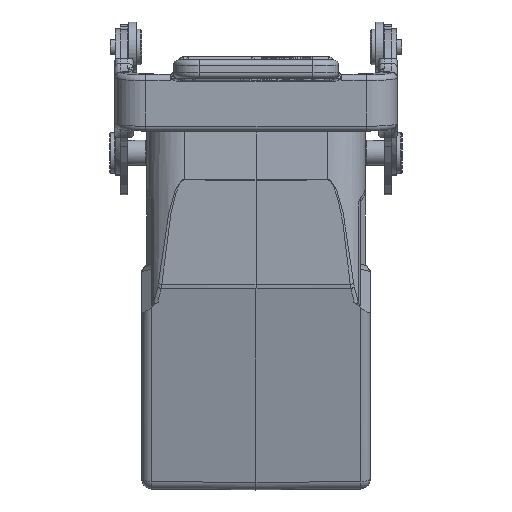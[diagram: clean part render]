
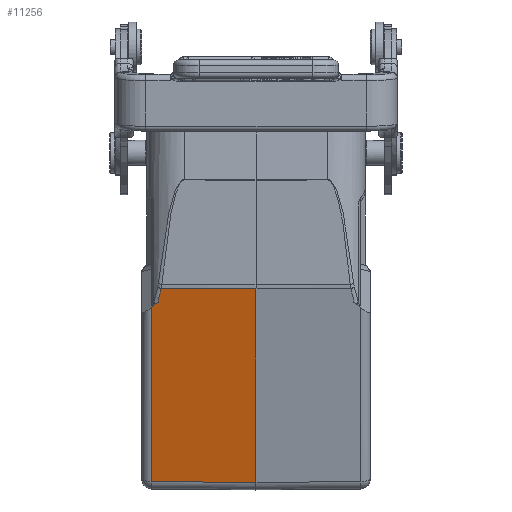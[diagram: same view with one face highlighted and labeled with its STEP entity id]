
A CAD part, left-side view. The second image highlights one B-rep face of the part: STEP entity #11256.
In plain terms, the highlighted planar face has unit normal (-0.966, 0.009, -0.259).
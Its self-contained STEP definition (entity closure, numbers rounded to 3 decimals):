
#9700=FACE_OUTER_BOUND('',#14456,.T.);
#11256=ADVANCED_FACE('',(#9700),#12090,.T.);
#12090=PLANE('',#36223);
#14456=EDGE_LOOP('',(#26277,#26278,#26279,#26280,#26281,#26282));
#16605=LINE('',#57182,#18946);
#16606=LINE('',#57186,#18947);
#16612=LINE('',#57286,#18953);
#16645=LINE('',#57578,#18986);
#16646=LINE('',#57580,#18987);
#18946=VECTOR('',#42950,1.);
#18947=VECTOR('',#42955,1.);
#18953=VECTOR('',#42989,1.);
#18986=VECTOR('',#43140,1.);
#18987=VECTOR('',#43143,1.);
#26277=ORIENTED_EDGE('',*,*,#32740,.T.);
#26278=ORIENTED_EDGE('',*,*,#32725,.F.);
#26279=ORIENTED_EDGE('',*,*,#32720,.F.);
#26280=ORIENTED_EDGE('',*,*,#32718,.T.);
#26281=ORIENTED_EDGE('',*,*,#32815,.F.);
#26282=ORIENTED_EDGE('',*,*,#32816,.T.);
#29057=VERTEX_POINT('',#57179);
#29058=VERTEX_POINT('',#57183);
#29059=VERTEX_POINT('',#57187);
#29063=VERTEX_POINT('',#57212);
#29068=VERTEX_POINT('',#57287);
#29100=VERTEX_POINT('',#57536);
#32718=EDGE_CURVE('',#29058,#29057,#16605,.T.);
#32720=EDGE_CURVE('',#29058,#29059,#16606,.T.);
#32725=EDGE_CURVE('',#29059,#29063,#33872,.T.);
#32740=EDGE_CURVE('',#29068,#29063,#16612,.T.);
#32815=EDGE_CURVE('',#29100,#29057,#16645,.T.);
#32816=EDGE_CURVE('',#29100,#29068,#16646,.T.);
#33872=CIRCLE('',#36151,46.25);
#36151=AXIS2_PLACEMENT_3D('',#57211,#42960,#42961);
#36223=AXIS2_PLACEMENT_3D('',#57581,#43144,#43145);
#42950=DIRECTION('',(0.259,0.,-0.966));
#42955=DIRECTION('',(-0.173,-0.765,0.62));
#42960=DIRECTION('',(0.966,-0.009,0.259));
#42961=DIRECTION('',(0.259,0.,-0.966));
#42989=DIRECTION('',(0.009,1.,0.002));
#43140=DIRECTION('',(0.007,1.,0.009));
#43143=DIRECTION('',(-0.259,0.,0.966));
#43144=DIRECTION('',(-0.966,0.009,-0.259));
#43145=DIRECTION('',(-0.259,0.,0.966));
#57179=CARTESIAN_POINT('',(-24.205,20.517,-70.339));
#57182=CARTESIAN_POINT('',(-33.383,20.517,-36.083));
#57183=CARTESIAN_POINT('',(-33.383,20.517,-36.083));
#57186=CARTESIAN_POINT('',(-33.383,20.517,-36.083));
#57187=CARTESIAN_POINT('',(-33.666,19.266,-35.069));
#57211=CARTESIAN_POINT('',(-31.836,-26.185,-43.434));
#57212=CARTESIAN_POINT('',(-34.389,18.655,-32.394));
#57286=CARTESIAN_POINT('',(-34.549,0.031,-32.422));
#57287=CARTESIAN_POINT('',(-34.55,0.,-32.423));
#57536=CARTESIAN_POINT('',(-24.342,0.,-70.518));
#57578=CARTESIAN_POINT('',(-24.342,-0.01,-70.518));
#57580=CARTESIAN_POINT('',(-24.342,0.,-70.518));
#57581=CARTESIAN_POINT('',(-23.945,0.,-72.));
